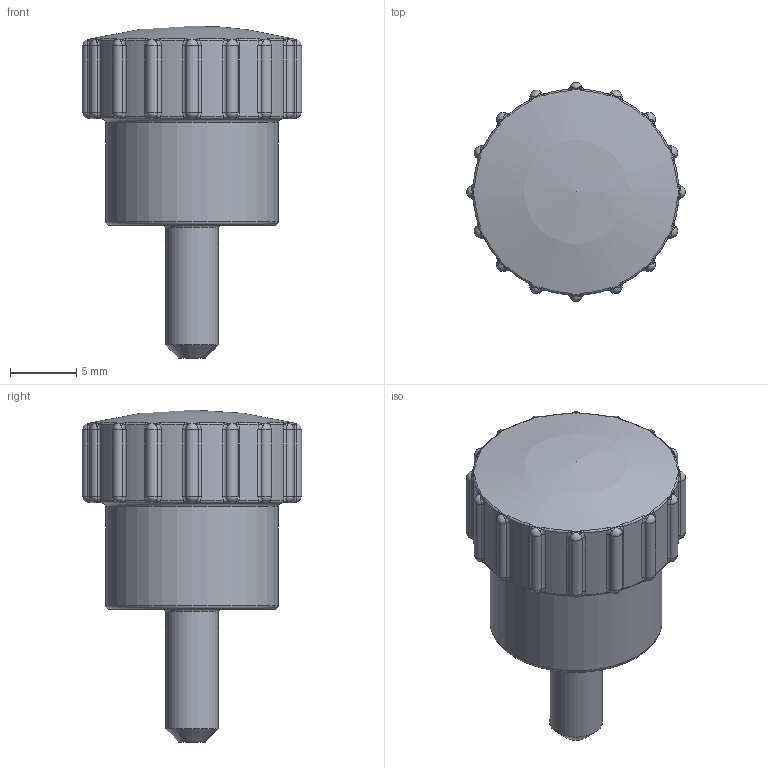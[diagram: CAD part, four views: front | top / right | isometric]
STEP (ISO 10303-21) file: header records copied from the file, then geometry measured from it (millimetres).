
FILE_DESCRIPTION( ( 'Unknown' ), '1' );
FILE_NAME( '6341010_VP17_P_M04x10.stp', 'Unknown', ( 'Unknown' ), ( 'Unknown' ), 'PSStep 11.0', 'Unknown', ' ' );
FILE_SCHEMA( ( 'AUTOMOTIVE_DESIGN { 1 0 10303 214 1 1 1 1 }' ) );
Length unit declared in the file: millimetre
Products named in the file (1): 6341010
Bounding box: 16.5 x 16.5 x 25 mm (x, y, z)
Volume: 2443.1 mm3; surface area: 1179.8 mm2
Topology: 1 solids, 2 shells, 445 faces, 1159 edges, 574 vertices
Faces by surface type: bspline 304, cylinder 67, torus 35, sphere 33, plane 4, cone 2
Full cylindrical faces by diameter (mm): 4 x2, 13 x1
Entity records: 34902 total; most frequent: CARTESIAN_POINT 23404, ORIENTED_EDGE 2006, DIRECTION 1202, EDGE_CURVE 1003, VERTEX_POINT 571, AXIS2_PLACEMENT_3D 569, B_SPLINE_CURVE_WITH_KNOTS 512, EDGE_LOOP 456
